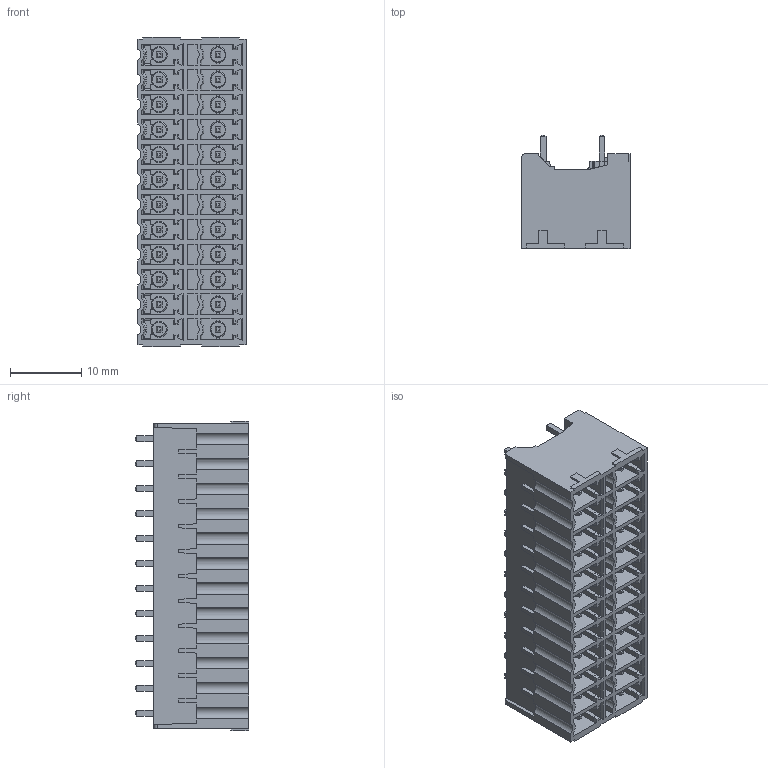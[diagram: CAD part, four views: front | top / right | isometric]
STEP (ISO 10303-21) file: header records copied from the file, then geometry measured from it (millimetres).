
FILE_DESCRIPTION((''),'2;1');
FILE_NAME('1','2024-09-10T14:06:59',('sheji109'),(''),'CREO PARAMETRIC BY PTC INC, 2018100','CREO PARAMETRIC BY PTC INC, 2018100','');
FILE_SCHEMA(('CONFIG_CONTROL_DESIGN'));
Products named in the file (1): 1
Bounding box: 15.2 x 15.9 x 43.4 mm (x, y, z)
Volume: 5064.6 mm3; surface area: 8051.5 mm2
Topology: 1 solids, 1 shells, 2430 faces, 6596 edges, 4252 vertices
Faces by surface type: plane 1948, cylinder 266, cone 180, bspline 24, torus 12
Entity records: 76844 total; most frequent: CARTESIAN_POINT 16266, ORIENTED_EDGE 13192, DIRECTION 11524, EDGE_CURVE 6596, VECTOR 5492, LINE 5492, VERTEX_POINT 4252, AXIS2_PLACEMENT_3D 3016
